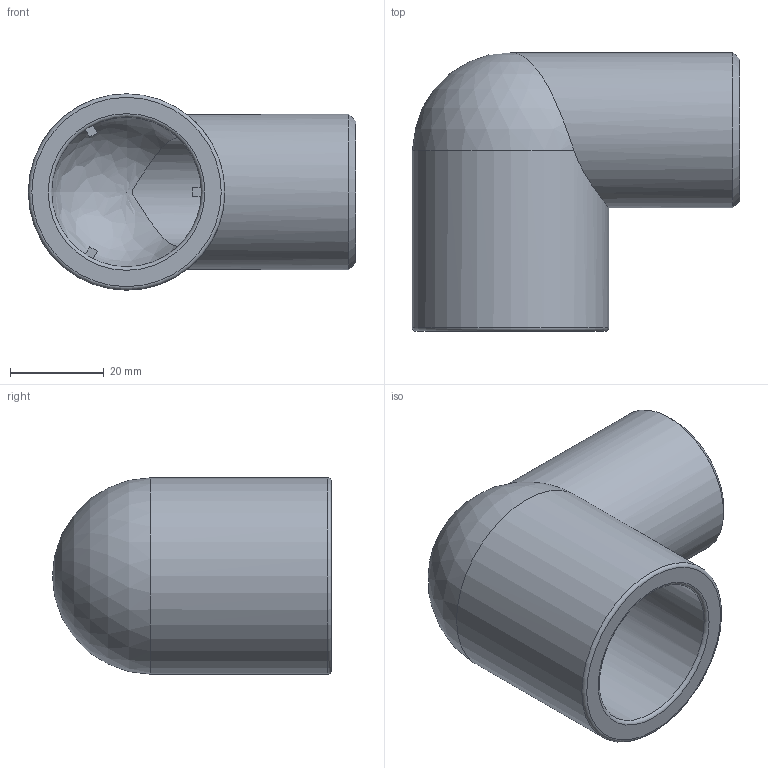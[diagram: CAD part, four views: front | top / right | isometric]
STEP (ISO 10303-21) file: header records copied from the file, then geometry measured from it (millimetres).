
FILE_DESCRIPTION( ( 'STEP AP214' ), ' ' );
FILE_NAME( '2.29.040.stp', '2015-08-06T11:12:17', ( '' ), ( '' ), ' ', 'PARTsolutions', ' ' );
FILE_SCHEMA( ( 'AUTOMOTIVE_DESIGN { 1 0 10303 214 1 1 1 1 }' ) );
Length unit declared in the file: millimetre
Products named in the file (1): _2.29.040
Bounding box: 70 x 59.62 x 42 mm (x, y, z)
Volume: 45410 mm3; surface area: 19357.9 mm2
Topology: 1 solids, 1 shells, 27 faces, 67 edges, 42 vertices
Faces by surface type: plane 17, cylinder 4, torus 3, bspline 1, sphere 1, cone 1
Full cylindrical faces by diameter (mm): 23.249 x1, 32 x1, 33.249 x1, 42 x1
Entity records: 1184 total; most frequent: CARTESIAN_POINT 372, DIRECTION 118, ORIENTED_EDGE 106, EDGE_CURVE 53, AXIS2_PLACEMENT_3D 44, EDGE_LOOP 39, VERTEX_POINT 39, FACE_OUTER_BOUND 34
